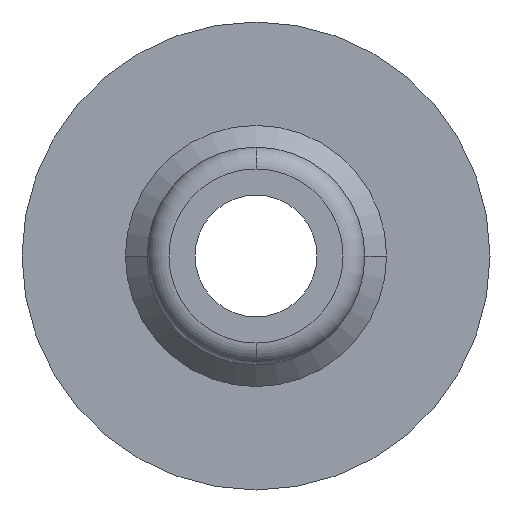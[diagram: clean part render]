
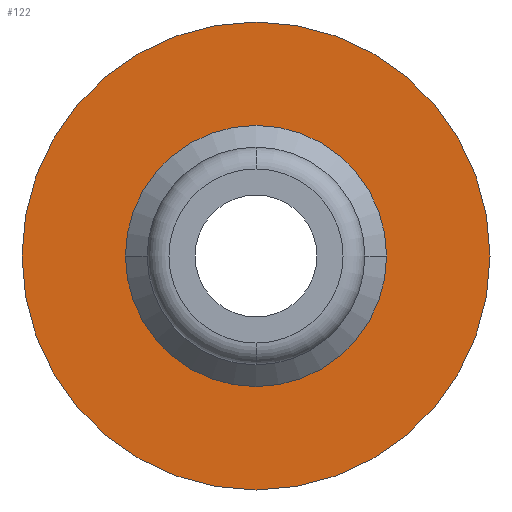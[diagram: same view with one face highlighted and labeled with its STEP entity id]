
A CAD part, front view. The second image highlights one B-rep face of the part: STEP entity #122.
In plain terms, the highlighted planar face has unit normal (0, -1, 0).
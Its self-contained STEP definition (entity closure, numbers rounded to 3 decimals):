
#122=ADVANCED_FACE('',(#267,#268),#269,.T.);
#267=FACE_OUTER_BOUND('',#432,.T.);
#268=FACE_BOUND('',#433,.T.);
#269=PLANE('',#434);
#432=EDGE_LOOP('',(#711,#712));
#433=EDGE_LOOP('',(#713,#714));
#434=AXIS2_PLACEMENT_3D('',#715,#716,#717);
#711=ORIENTED_EDGE('',*,*,#1022,.F.);
#712=ORIENTED_EDGE('',*,*,#987,.F.);
#713=ORIENTED_EDGE('',*,*,#948,.F.);
#714=ORIENTED_EDGE('',*,*,#943,.F.);
#715=CARTESIAN_POINT('',(5.375,20.0,0.0));
#716=DIRECTION('',(-0.0,-1.0,-0.0));
#717=DIRECTION('',(-1.0,0.0,0.0));
#943=EDGE_CURVE('',#1113,#1115,#1116,.T.);
#948=EDGE_CURVE('',#1115,#1113,#1122,.T.);
#987=EDGE_CURVE('',#1178,#1176,#1180,.T.);
#1022=EDGE_CURVE('',#1176,#1178,#1230,.T.);
#1113=VERTEX_POINT('',#1333);
#1115=VERTEX_POINT('',#1336);
#1116=CIRCLE('',#1337,6.0);
#1122=CIRCLE('',#1344,6.0);
#1176=VERTEX_POINT('',#1408);
#1178=VERTEX_POINT('',#1411);
#1180=CIRCLE('',#1414,10.75);
#1230=CIRCLE('',#1472,10.75);
#1333=CARTESIAN_POINT('',(6.0,20.0,0.));
#1336=CARTESIAN_POINT('',(-6.0,20.0,0.));
#1337=AXIS2_PLACEMENT_3D('',#1581,#1582,#1583);
#1344=AXIS2_PLACEMENT_3D('',#1591,#1592,#1593);
#1408=CARTESIAN_POINT('',(10.75,20.0,0.0));
#1411=CARTESIAN_POINT('',(-10.75,20.0,0.));
#1414=AXIS2_PLACEMENT_3D('',#1657,#1658,#1659);
#1472=AXIS2_PLACEMENT_3D('',#1716,#1717,#1718);
#1581=CARTESIAN_POINT('',(0.0,20.0,0.0));
#1582=DIRECTION('',(0.0,-1.0,0.0));
#1583=DIRECTION('',(1.0,0.0,0.0));
#1591=CARTESIAN_POINT('',(0.0,20.0,0.0));
#1592=DIRECTION('',(0.0,-1.0,0.0));
#1593=DIRECTION('',(1.0,0.0,0.0));
#1657=CARTESIAN_POINT('',(0.0,20.0,0.0));
#1658=DIRECTION('',(-0.0,1.0,0.0));
#1659=DIRECTION('',(1.0,0.0,0.0));
#1716=CARTESIAN_POINT('',(0.0,20.0,0.0));
#1717=DIRECTION('',(-0.0,1.0,0.0));
#1718=DIRECTION('',(1.0,0.0,0.0));
